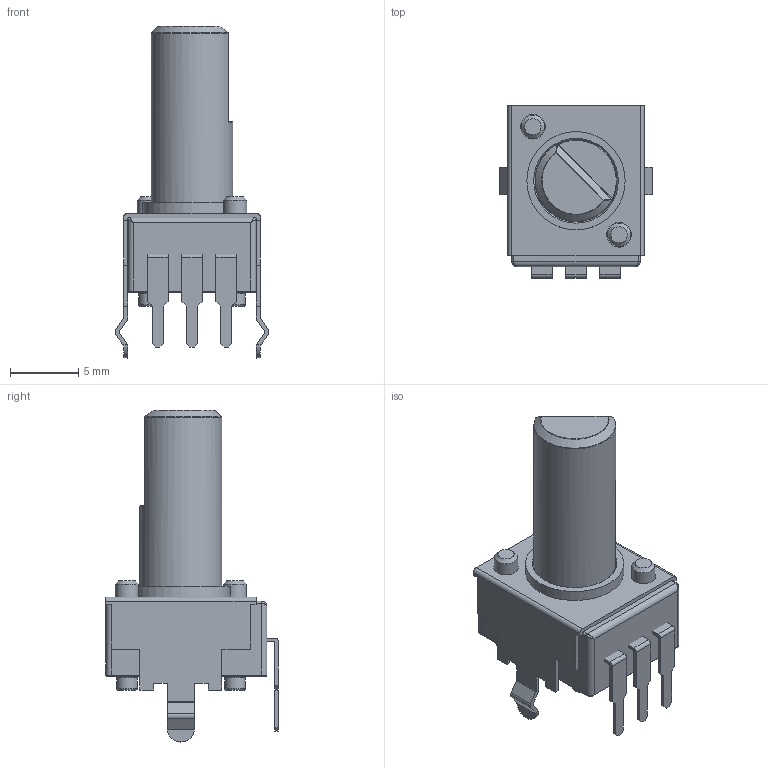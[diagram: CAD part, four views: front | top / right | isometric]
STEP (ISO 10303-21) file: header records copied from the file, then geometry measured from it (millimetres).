
FILE_DESCRIPTION(/* description */ (''),/* implementation_level */ '2;1');
FILE_NAME(/* name */ 'Bourns PTV09A-4020F-A203 - Logarithmic Through Hole, Snap In Potentiometer.stp',/* time_stamp */ '2020-03-19T07:04:17-04:00',/* author */ ('Ricardo'),/* organization */ (''),/* preprocessor_version */ 'ST-DEVELOPER v18',/* originating_system */ 'Autodesk Inventor 2020',/* authorisation */ '');
FILE_SCHEMA (('AUTOMOTIVE_DESIGN { 1 0 10303 214 3 1 1 }'));
Length unit declared in the file: millimetre
Products named in the file (6): Bourns PTV09A-4020F-A203 - Logarithmic Through Hole, Snap In Potentio
meter; body; shell; pins; shaft; logo
Assembly tree (5 placements, depth 2):
  Bourns PTV09A-4020F-A203 - Logarithmic Through Hole, Snap In Potentio
meter
    body
    shell
    pins
    shaft
    logo
Bounding box: 11.27 x 12.62 x 24.3 mm (x, y, z)
Volume: 1057.3 mm3; surface area: 1396.5 mm2
Topology: 12 solids, 12 shells, 409 faces, 1107 edges, 726 vertices
Faces by surface type: plane 205, bspline 132, cylinder 48, torus 16, cone 4, sphere 4
Full cylindrical faces by diameter (mm): 1.5 x4, 1.7 x2, 1.8 x2, 6 x2, 7.2 x1
Entity records: 13878 total; most frequent: CARTESIAN_POINT 3906, ORIENTED_EDGE 2206, DIRECTION 1724, EDGE_CURVE 1103, VERTEX_POINT 726, LINE 682, VECTOR 682, AXIS2_PLACEMENT_3D 521
